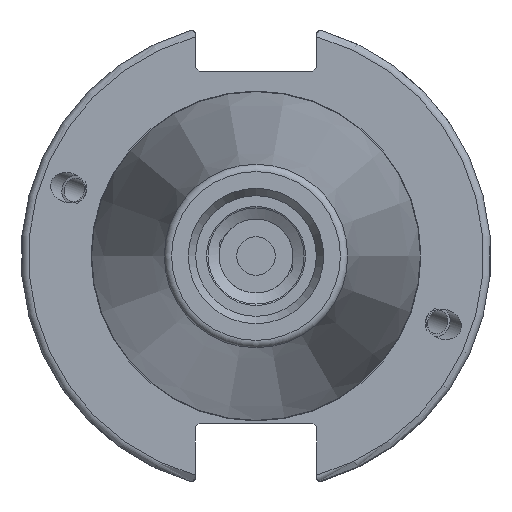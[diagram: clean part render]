
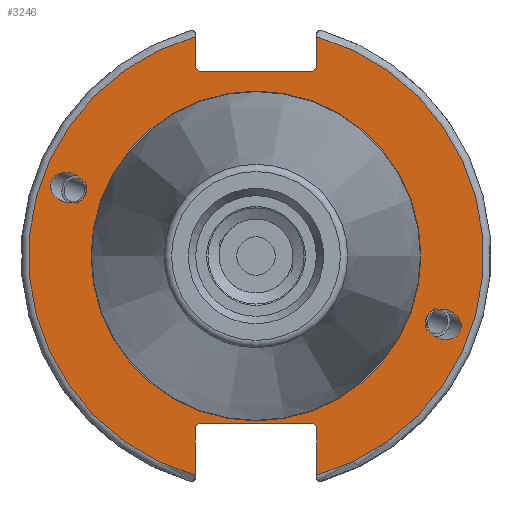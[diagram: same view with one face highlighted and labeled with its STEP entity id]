
A CAD part, left-side view. The second image highlights one B-rep face of the part: STEP entity #3246.
In plain terms, the highlighted planar face has unit normal (-1, 0, 0).
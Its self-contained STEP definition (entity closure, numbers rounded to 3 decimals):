
#123=ELLIPSE('',#3616,2.442,2.);
#127=ELLIPSE('',#3653,2.442,2.);
#204=FACE_BOUND('',#652,.T.);
#205=FACE_BOUND('',#653,.T.);
#206=FACE_BOUND('',#654,.T.);
#247=PLANE('',#3663);
#434=FACE_OUTER_BOUND('',#651,.T.);
#651=EDGE_LOOP('',(#2489,#2490,#2491,#2492,#2493,#2494,#2495,#2496,#2497,
#2498,#2499,#2500));
#652=EDGE_LOOP('',(#2501));
#653=EDGE_LOOP('',(#2502));
#654=EDGE_LOOP('',(#2503));
#875=LINE('',#5578,#1063);
#876=LINE('',#5580,#1064);
#877=LINE('',#5582,#1065);
#878=LINE('',#5584,#1066);
#879=LINE('',#5586,#1067);
#880=LINE('',#5590,#1068);
#881=LINE('',#5592,#1069);
#882=LINE('',#5594,#1070);
#883=LINE('',#5596,#1071);
#884=LINE('',#5597,#1072);
#1063=VECTOR('',#4316,10.);
#1064=VECTOR('',#4317,10.);
#1065=VECTOR('',#4318,10.);
#1066=VECTOR('',#4319,10.);
#1067=VECTOR('',#4320,10.);
#1068=VECTOR('',#4323,10.);
#1069=VECTOR('',#4324,10.);
#1070=VECTOR('',#4325,10.);
#1071=VECTOR('',#4326,10.);
#1072=VECTOR('',#4327,10.);
#1257=CIRCLE('',#3661,22.3);
#1259=CIRCLE('',#3664,30.75);
#1260=CIRCLE('',#3665,30.75);
#1473=VERTEX_POINT('',#5383);
#1508=VERTEX_POINT('',#5554);
#1513=VERTEX_POINT('',#5569);
#1514=VERTEX_POINT('',#5574);
#1515=VERTEX_POINT('',#5575);
#1516=VERTEX_POINT('',#5577);
#1517=VERTEX_POINT('',#5579);
#1518=VERTEX_POINT('',#5581);
#1519=VERTEX_POINT('',#5583);
#1520=VERTEX_POINT('',#5585);
#1521=VERTEX_POINT('',#5587);
#1522=VERTEX_POINT('',#5589);
#1523=VERTEX_POINT('',#5591);
#1524=VERTEX_POINT('',#5593);
#1525=VERTEX_POINT('',#5595);
#1821=EDGE_CURVE('',#1473,#1473,#123,.T.);
#1871=EDGE_CURVE('',#1508,#1508,#127,.T.);
#1878=EDGE_CURVE('',#1513,#1513,#1257,.T.);
#1880=EDGE_CURVE('',#1514,#1515,#1259,.T.);
#1881=EDGE_CURVE('',#1514,#1516,#875,.T.);
#1882=EDGE_CURVE('',#1517,#1516,#876,.T.);
#1883=EDGE_CURVE('',#1517,#1518,#877,.T.);
#1884=EDGE_CURVE('',#1519,#1518,#878,.T.);
#1885=EDGE_CURVE('',#1519,#1520,#879,.T.);
#1886=EDGE_CURVE('',#1521,#1520,#1260,.T.);
#1887=EDGE_CURVE('',#1521,#1522,#880,.T.);
#1888=EDGE_CURVE('',#1523,#1522,#881,.T.);
#1889=EDGE_CURVE('',#1523,#1524,#882,.T.);
#1890=EDGE_CURVE('',#1525,#1524,#883,.T.);
#1891=EDGE_CURVE('',#1525,#1515,#884,.T.);
#2489=ORIENTED_EDGE('',*,*,#1880,.F.);
#2490=ORIENTED_EDGE('',*,*,#1881,.T.);
#2491=ORIENTED_EDGE('',*,*,#1882,.F.);
#2492=ORIENTED_EDGE('',*,*,#1883,.T.);
#2493=ORIENTED_EDGE('',*,*,#1884,.F.);
#2494=ORIENTED_EDGE('',*,*,#1885,.T.);
#2495=ORIENTED_EDGE('',*,*,#1886,.F.);
#2496=ORIENTED_EDGE('',*,*,#1887,.T.);
#2497=ORIENTED_EDGE('',*,*,#1888,.F.);
#2498=ORIENTED_EDGE('',*,*,#1889,.T.);
#2499=ORIENTED_EDGE('',*,*,#1890,.F.);
#2500=ORIENTED_EDGE('',*,*,#1891,.T.);
#2501=ORIENTED_EDGE('',*,*,#1821,.T.);
#2502=ORIENTED_EDGE('',*,*,#1871,.T.);
#2503=ORIENTED_EDGE('',*,*,#1878,.F.);
#3246=ADVANCED_FACE('',(#434,#204,#205,#206),#247,.T.);
#3616=AXIS2_PLACEMENT_3D('',#5385,#4200,#4201);
#3653=AXIS2_PLACEMENT_3D('',#5556,#4290,#4291);
#3661=AXIS2_PLACEMENT_3D('',#5571,#4308,#4309);
#3663=AXIS2_PLACEMENT_3D('',#5573,#4312,#4313);
#3664=AXIS2_PLACEMENT_3D('',#5576,#4314,#4315);
#3665=AXIS2_PLACEMENT_3D('',#5588,#4321,#4322);
#4200=DIRECTION('center_axis',(1.,0.,0.));
#4201=DIRECTION('ref_axis',(0.,-0.94,-0.342));
#4290=DIRECTION('center_axis',(1.,0.,0.));
#4291=DIRECTION('ref_axis',(0.,0.94,0.342));
#4308=DIRECTION('center_axis',(-1.,0.,0.));
#4309=DIRECTION('ref_axis',(0.,-1.,0.));
#4312=DIRECTION('center_axis',(-1.,0.,0.));
#4313=DIRECTION('ref_axis',(0.,0.,1.));
#4314=DIRECTION('center_axis',(1.,0.,0.));
#4315=DIRECTION('ref_axis',(0.,-1.,0.));
#4316=DIRECTION('',(0.,0.,-1.));
#4317=DIRECTION('',(0.,-0.707,0.707));
#4318=DIRECTION('',(0.,1.,0.));
#4319=DIRECTION('',(0.,-0.707,-0.707));
#4320=DIRECTION('',(0.,0.,1.));
#4321=DIRECTION('center_axis',(1.,0.,0.));
#4322=DIRECTION('ref_axis',(0.,1.,0.));
#4323=DIRECTION('',(0.,0.,1.));
#4324=DIRECTION('',(0.,0.707,-0.707));
#4325=DIRECTION('',(0.,-1.,0.));
#4326=DIRECTION('',(0.,0.707,0.707));
#4327=DIRECTION('',(0.,0.,-1.));
#5383=CARTESIAN_POINT('',(3.175,-23.077,-8.399));
#5385=CARTESIAN_POINT('Origin',(3.175,-25.372,-9.235));
#5554=CARTESIAN_POINT('',(3.175,23.077,8.399));
#5556=CARTESIAN_POINT('Origin',(3.175,25.372,9.235));
#5569=CARTESIAN_POINT('',(3.175,0.,22.3));
#5571=CARTESIAN_POINT('Origin',(3.175,0.,0.));
#5573=CARTESIAN_POINT('Origin',(3.175,31.75,0.));
#5574=CARTESIAN_POINT('',(3.175,-8.19,29.639));
#5575=CARTESIAN_POINT('',(3.175,-8.19,-29.639));
#5576=CARTESIAN_POINT('Origin',(3.175,0.,0.));
#5577=CARTESIAN_POINT('',(3.175,-8.19,25.5));
#5578=CARTESIAN_POINT('',(3.175,-8.19,12.5));
#5579=CARTESIAN_POINT('',(3.175,-7.69,25.));
#5580=CARTESIAN_POINT('',(3.175,8.295,9.015));
#5581=CARTESIAN_POINT('',(3.175,7.69,25.));
#5582=CARTESIAN_POINT('',(3.175,15.875,25.));
#5583=CARTESIAN_POINT('',(3.175,8.19,25.5));
#5584=CARTESIAN_POINT('',(3.175,7.58,24.89));
#5585=CARTESIAN_POINT('',(3.175,8.19,29.639));
#5586=CARTESIAN_POINT('',(3.175,8.19,12.5));
#5587=CARTESIAN_POINT('',(3.175,8.19,-29.639));
#5588=CARTESIAN_POINT('Origin',(3.175,0.,0.));
#5589=CARTESIAN_POINT('',(3.175,8.19,-23.1));
#5590=CARTESIAN_POINT('',(3.175,8.19,-11.3));
#5591=CARTESIAN_POINT('',(3.175,7.69,-22.6));
#5592=CARTESIAN_POINT('',(3.175,8.18,-23.09));
#5593=CARTESIAN_POINT('',(3.175,-7.69,-22.6));
#5594=CARTESIAN_POINT('',(3.175,15.875,-22.6));
#5595=CARTESIAN_POINT('',(3.175,-8.19,-23.1));
#5596=CARTESIAN_POINT('',(3.175,7.695,-7.215));
#5597=CARTESIAN_POINT('',(3.175,-8.19,-11.3));
